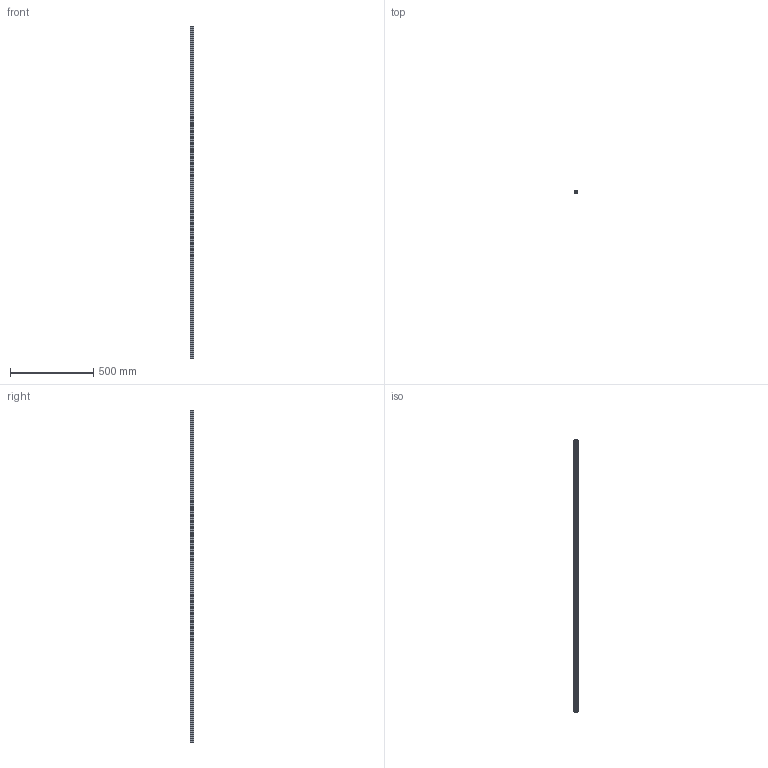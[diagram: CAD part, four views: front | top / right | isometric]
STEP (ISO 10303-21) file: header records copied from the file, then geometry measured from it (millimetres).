
FILE_DESCRIPTION(/* description */ ('STEP AP203'),/* implementation_level */ '2;1');
FILE_NAME(/* name */ '20-2020-2000-CL',/* time_stamp */ '2022-08-11T04:14:53+02:00',/* author */ ('License CC BY-ND 4.0'),/* organization */ ('CADENAS'),/* preprocessor_version */ 'ST-DEVELOPER v18.102',/* originating_system */ 'PARTsolutions',/* authorisation */ ' ');
FILE_SCHEMA (('CONFIG_CONTROL_DESIGN'));
Length unit declared in the file: millimetre
Products named in the file (1): 20-2020-2000-CL
Bounding box: 20 x 20 x 2000 mm (x, y, z)
Volume: 318746.7 mm3; surface area: 363199.8 mm2
Topology: 1 solids, 1 shells, 106 faces, 312 edges, 208 vertices
Faces by surface type: cylinder 56, plane 50
Entity records: 3602 total; most frequent: DIRECTION 638, CARTESIAN_POINT 627, ORIENTED_EDGE 624, EDGE_CURVE 312, AXIS2_PLACEMENT_3D 219, VERTEX_POINT 208, LINE 200, VECTOR 200
